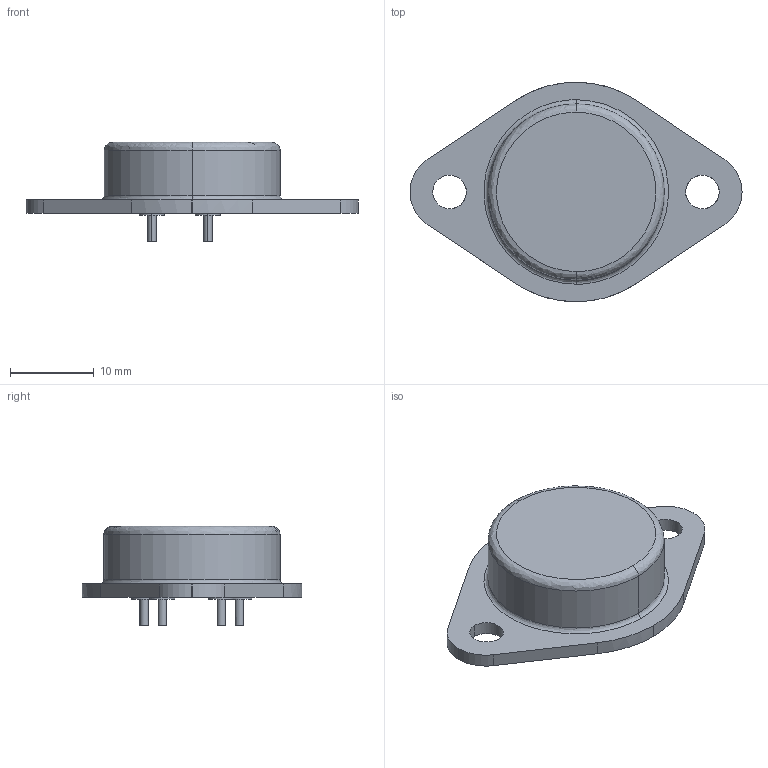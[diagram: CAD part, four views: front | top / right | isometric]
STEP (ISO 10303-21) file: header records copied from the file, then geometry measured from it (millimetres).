
FILE_DESCRIPTION(/* description */ (''),/* implementation_level */ '2;1');
FILE_NAME(/* name */ 'MBFM-P~1',/* time_stamp */ '2018-03-03T14:07:49+03:00',/* author */ (''),/* organization */ (''),/* preprocessor_version */ 'ST-DEVELOPER v15',/* originating_system */ '',/* authorisation */ '');
FILE_SCHEMA (('AUTOMOTIVE_DESIGN'));
Length unit declared in the file: millimetre
Products named in the file (1): Document
Bounding box: 39.59 x 26.18 x 11.9 mm (x, y, z)
Volume: 3493.5 mm3; surface area: 2108 mm2
Topology: 9 solids, 9 shells, 61 faces, 122 edges, 80 vertices
Faces by surface type: bspline 34, plane 27
Entity records: 2131 total; most frequent: CARTESIAN_POINT 1233, ORIENTED_EDGE 244, EDGE_CURVE 122, VERTEX_POINT 80, EDGE_LOOP 66, ADVANCED_FACE 61, FACE_OUTER_BOUND 61, B_SPLINE_CURVE_WITH_KNOTS 56
